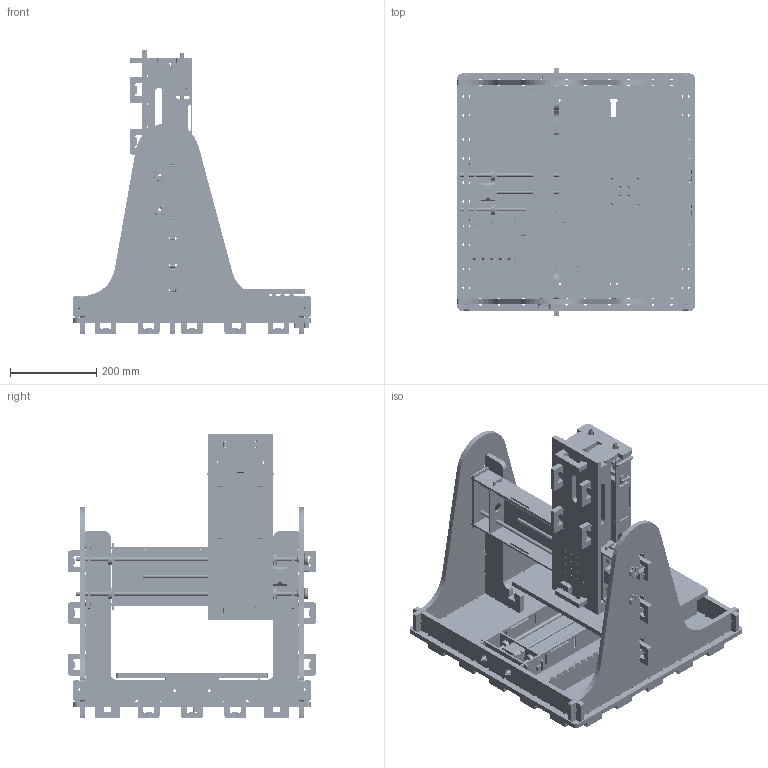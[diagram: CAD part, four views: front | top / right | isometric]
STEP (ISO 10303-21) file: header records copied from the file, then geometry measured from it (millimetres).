
FILE_DESCRIPTION(/* description */ (''),/* implementation_level */ '2;1');
FILE_NAME(/* name */ '9-MTM.stp',/* time_stamp */ '2016-07-04T20:32:46+08:00',/* author */ ('User'),/* organization */ (''),/* preprocessor_version */ 'ST-DEVELOPER v15.2',/* originating_system */ 'Autodesk Inventor 2014',/* authorisation */ '');
FILE_SCHEMA (('AUTOMOTIVE_DESIGN { 1 0 10303 214 3 1 1 }'));
Products named in the file (42): 9-005; 9-006; 9-007; 9-008; 9-009; 9-010; 9-016; 9-SM009; 9-014; 9-1; 9-SM001; 9-SM002; 9-SM003; Nema 17 Base; Nema 17 Body; Nema 17 Top; Nema 17 Shaft; Nema 17; 3_8 Tube - 4568T22; 9-002; 9-SM006; 9-SM007; 9; 3_8 Nylon Bush - 6389K625; 9-SM004; Nema 17 Anti-backlash Nut; 9-001; 9-SM005; 9-003; 9-SM008; 9_Subasm01; 9-ZSM002; 3_8 Tube - 4568T22-for Z; 9-ZSM007; 9-Z; 9-004; 9-011; 9-012; 9-013; 9-015 ...
Assembly tree (84 placements, depth 4):
  9-MTM
    9-1
      9-005
      9-006  x2
      9-007  x2
      9-008  x4
      9-009  x2
      9-010  x2
      9-016
      9-SM009
      9-014  x2
    9  x2
      9-SM001
      9-SM002
      9-SM003
      Nema 17
        Nema 17 Base
        Nema 17 Body
        Nema 17 Top
        Nema 17 Shaft
      3_8 Tube - 4568T22
      9-002
      9-SM006
      9-SM007
    9_Subasm01  x3
      3_8 Nylon Bush - 6389K625
      9-SM004
      Nema 17 Anti-backlash Nut
      9-001
      9-SM005
      9-003
      9-SM008
    9-Z
      9-SM001  x2
      9-ZSM002  x2
      9-SM003  x2
      Nema 17
        Nema 17 Base
        Nema 17 Body
        Nema 17 Top
        Nema 17 Shaft
      3_8 Tube - 4568T22-for Z  x2
      9-002  x4
      9-SM006
      9-ZSM007
    9-004
    9-2
      9-011
      9-012  x2
      9-013  x3
      9-014
      9-008  x2
      9-015  x2
Bounding box: 550 x 573.2 x 658.2 mm (x, y, z)
Volume: 13523928.9 mm3; surface area: 3691982.2 mm2
Topology: 122 solids, 122 shells, 5641 faces, 15910 edges, 10663 vertices
Faces by surface type: plane 3544, cylinder 1888, cone 155, torus 54
Full cylindrical faces by diameter (mm): 3 x24, 3.2 x120, 3.4 x135, 4.2 x9, 5 x6, 5.2 x18, 5.969 x6, 6.2 x12, 8 x6, 9.525 x18, 9.601 x12, 10 x18, 11 x6, 12.7 x24, 15 x12, 15.875 x12, 16 x15, 16.2 x12, 18 x6, 21 x3, 22 x6, 32 x6
Entity records: 66451 total; most frequent: CARTESIAN_POINT 11488, DIRECTION 11168, ORIENTED_EDGE 10946, EDGE_CURVE 5473, LINE 3954, VECTOR 3954, VERTEX_POINT 3739, AXIS2_PLACEMENT_3D 3607
